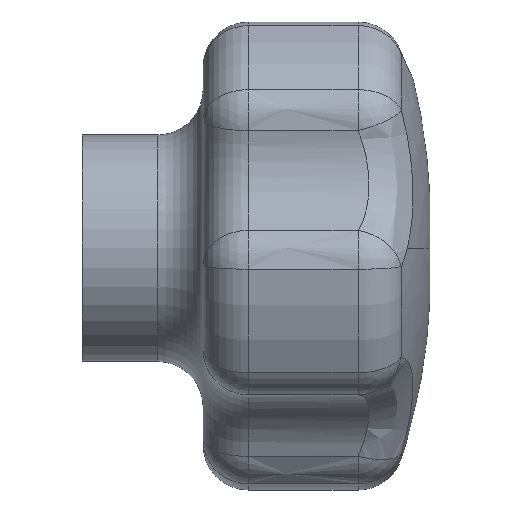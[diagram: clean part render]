
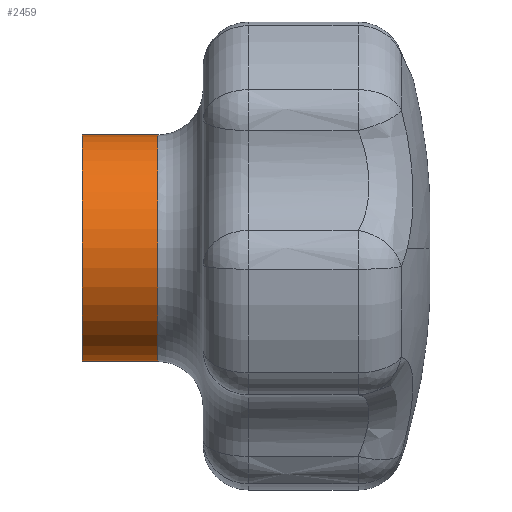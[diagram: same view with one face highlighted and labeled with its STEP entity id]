
A CAD part, left-side view. The second image highlights one B-rep face of the part: STEP entity #2459.
In plain terms, the highlighted cylindrical face has radius 7.5 mm (diameter 15 mm), a partial arc.
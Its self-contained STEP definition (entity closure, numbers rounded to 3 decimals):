
#54 = VERTEX_POINT ( 'NONE', #1874 ) ;
#269 = CARTESIAN_POINT ( 'NONE',  ( 0., 18., 0. ) ) ;
#445 = AXIS2_PLACEMENT_3D ( 'NONE', #269, #2044, #2720 ) ;
#458 = CIRCLE ( 'NONE', #2831, 7.5 ) ;
#479 = DIRECTION ( 'NONE',  ( 0., 0., 1. ) ) ;
#498 = CYLINDRICAL_SURFACE ( 'NONE', #2866, 7.5 ) ;
#541 = EDGE_CURVE ( 'NONE', #54, #2754, #1538, .T. ) ;
#566 = DIRECTION ( 'NONE',  ( 0., 0., -1. ) ) ;
#678 = DIRECTION ( 'NONE',  ( 0., -1., 0. ) ) ;
#687 = CARTESIAN_POINT ( 'NONE',  ( 0., 18., 7.5 ) ) ;
#712 = VECTOR ( 'NONE', #678, 1000. ) ;
#956 = DIRECTION ( 'NONE',  ( 0., -1., 0. ) ) ;
#1132 = ORIENTED_EDGE ( 'NONE', *, *, #1724, .F. ) ;
#1169 = CARTESIAN_POINT ( 'NONE',  ( 0., 23., 0. ) ) ;
#1178 = DIRECTION ( 'NONE',  ( 0., 1., 0. ) ) ;
#1322 = CIRCLE ( 'NONE', #445, 7.5 ) ;
#1344 = CARTESIAN_POINT ( 'NONE',  ( 0., 18., -7.5 ) ) ;
#1364 = EDGE_LOOP ( 'NONE', ( #1536, #1132, #2791, #1744 ) ) ;
#1424 = VECTOR ( 'NONE', #2000, 1000. ) ;
#1536 = ORIENTED_EDGE ( 'NONE', *, *, #2681, .F. ) ;
#1538 = LINE ( 'NONE', #2430, #712 ) ;
#1724 = EDGE_CURVE ( 'NONE', #54, #2564, #458, .T. ) ;
#1735 = VERTEX_POINT ( 'NONE', #687 ) ;
#1744 = ORIENTED_EDGE ( 'NONE', *, *, #2432, .T. ) ;
#1874 = CARTESIAN_POINT ( 'NONE',  ( 0., 23., -7.5 ) ) ;
#2000 = DIRECTION ( 'NONE',  ( 0., -1., 0. ) ) ;
#2044 = DIRECTION ( 'NONE',  ( 0., 1., 0. ) ) ;
#2200 = LINE ( 'NONE', #2860, #1424 ) ;
#2430 = CARTESIAN_POINT ( 'NONE',  ( 0., 23., -7.5 ) ) ;
#2432 = EDGE_CURVE ( 'NONE', #2754, #1735, #1322, .T. ) ;
#2459 = ADVANCED_FACE ( 'NONE', ( #2500 ), #498, .T. ) ;
#2495 = CARTESIAN_POINT ( 'NONE',  ( 0., 23., 0. ) ) ;
#2500 = FACE_OUTER_BOUND ( 'NONE', #1364, .T. ) ;
#2558 = CARTESIAN_POINT ( 'NONE',  ( 0., 23., 7.5 ) ) ;
#2564 = VERTEX_POINT ( 'NONE', #2558 ) ;
#2681 = EDGE_CURVE ( 'NONE', #2564, #1735, #2200, .T. ) ;
#2720 = DIRECTION ( 'NONE',  ( 0., 0., 1. ) ) ;
#2754 = VERTEX_POINT ( 'NONE', #1344 ) ;
#2791 = ORIENTED_EDGE ( 'NONE', *, *, #541, .T. ) ;
#2831 = AXIS2_PLACEMENT_3D ( 'NONE', #2495, #1178, #479 ) ;
#2860 = CARTESIAN_POINT ( 'NONE',  ( 0., 23., 7.5 ) ) ;
#2866 = AXIS2_PLACEMENT_3D ( 'NONE', #1169, #956, #566 ) ;
